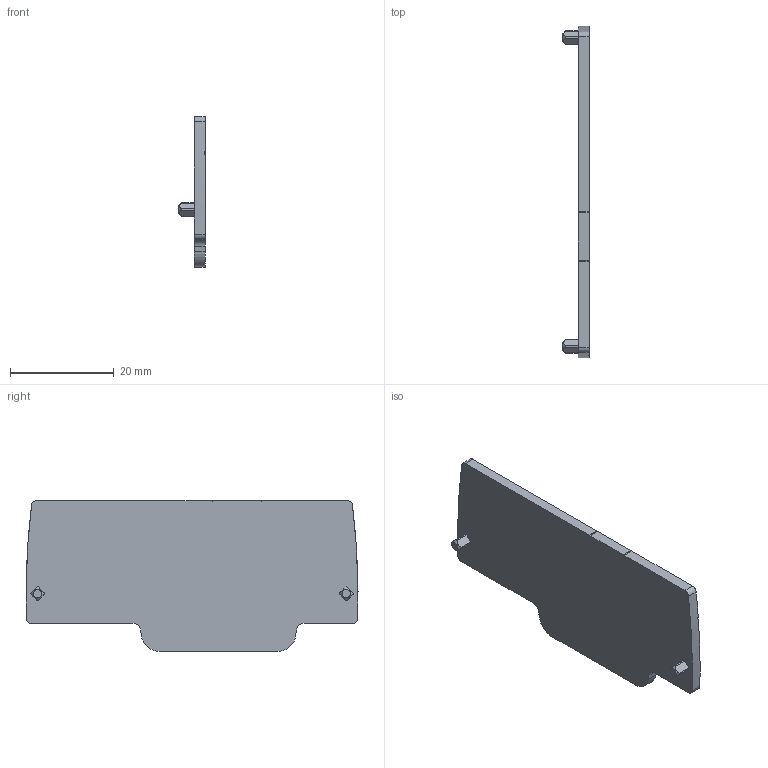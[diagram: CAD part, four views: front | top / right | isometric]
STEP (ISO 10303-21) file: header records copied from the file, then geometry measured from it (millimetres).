
FILE_DESCRIPTION(('CATIA V5R24 STEP','CAx-IF Rec.Pracs.--- Model Styling and Organization---1.2---2011-12-15'),'2;1');
FILE_NAME ('8246493_2', '2017-06-27T12:10:15+00:00', ('Weidmueller Interface'), ('Weidmueller'), 'CATIA Version 5-6 Release 2014 SP4 HF52', 'CATIA V5 STEP AP214', 'none');
FILE_SCHEMA(('AUTOMOTIVE_DESIGN { 1 0 10303 214 1 1 1 1 }'));
Length unit declared in the file: millimetre
Products named in the file (1): 1521520000_AEP_3C_2-5_BL
Bounding box: 5.1 x 64.14 x 29.1 mm (x, y, z)
Volume: 3504.7 mm3; surface area: 3764.7 mm2
Topology: 1 solids, 1 shells, 75 faces, 207 edges, 136 vertices
Faces by surface type: plane 41, cylinder 28, cone 6
Entity records: 2552 total; most frequent: CARTESIAN_POINT 623, ORIENTED_EDGE 414, DIRECTION 313, EDGE_CURVE 207, VERTEX_POINT 136, VECTOR 129, LINE 129, AXIS2_PLACEMENT_3D 118
